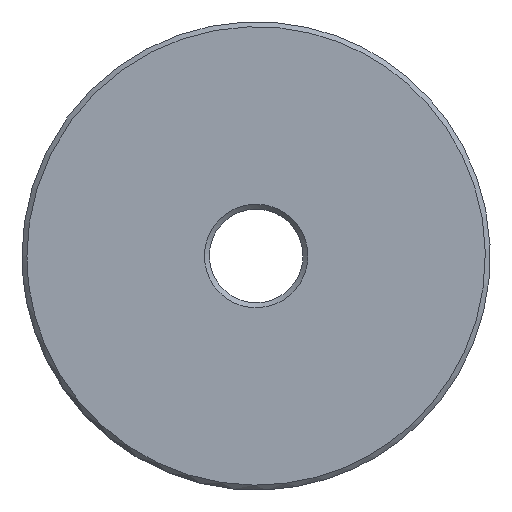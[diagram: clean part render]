
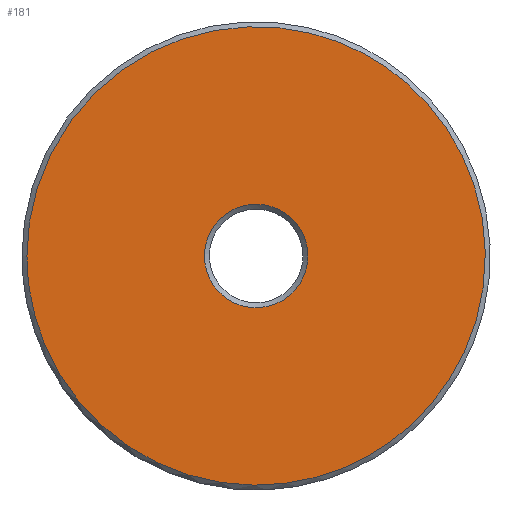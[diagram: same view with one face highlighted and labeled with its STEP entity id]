
A CAD part, front view. The second image highlights one B-rep face of the part: STEP entity #181.
In plain terms, the highlighted free-form (B-spline) face has degree [1, 1] with [2, 2] control points.
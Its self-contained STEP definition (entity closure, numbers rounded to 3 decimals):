
#181 = ADVANCED_FACE('',(#182,#196),#210,.F.);
#182 = FACE_BOUND('',#183,.T.);
#183 = EDGE_LOOP('',(#184));
#184 = ORIENTED_EDGE('',*,*,#185,.F.);
#185 = EDGE_CURVE('',#186,#186,#188,.T.);
#186 = VERTEX_POINT('',#187);
#187 = CARTESIAN_POINT('',(-47.623,0.,
    0.));
#188 = ( BOUNDED_CURVE() B_SPLINE_CURVE(2,(#189,#190,#191,#192,#193,#194
,#195),.UNSPECIFIED.,.T.,.F.) B_SPLINE_CURVE_WITH_KNOTS((1,2,2,2,2,1),(
    -2.094,0.,2.094,4.189,6.283,
8.378),.UNSPECIFIED.) CURVE() GEOMETRIC_REPRESENTATION_ITEM() 
RATIONAL_B_SPLINE_CURVE((1.,0.5,1.,0.5,1.,0.5,1.)) REPRESENTATION_ITEM(
  '') );
#189 = CARTESIAN_POINT('',(-47.623,0.,
    0.));
#190 = CARTESIAN_POINT('',(-47.623,0.,
    82.486));
#191 = CARTESIAN_POINT('',(23.812,0.,
    41.243));
#192 = CARTESIAN_POINT('',(95.247,0.,
    0.));
#193 = CARTESIAN_POINT('',(23.812,0.,
    -41.243));
#194 = CARTESIAN_POINT('',(-47.623,0.,
    -82.486));
#195 = CARTESIAN_POINT('',(-47.623,0.,
    0.));
#196 = FACE_BOUND('',#197,.T.);
#197 = EDGE_LOOP('',(#198));
#198 = ORIENTED_EDGE('',*,*,#199,.F.);
#199 = EDGE_CURVE('',#200,#200,#202,.T.);
#200 = VERTEX_POINT('',#201);
#201 = CARTESIAN_POINT('',(10.754,0.,
    0.));
#202 = ( BOUNDED_CURVE() B_SPLINE_CURVE(2,(#203,#204,#205,#206,#207,#208
,#209),.UNSPECIFIED.,.T.,.F.) B_SPLINE_CURVE_WITH_KNOTS((1,2,2,2,2,1),(
    -2.094,0.,2.094,4.189,6.283,
8.378),.UNSPECIFIED.) CURVE() GEOMETRIC_REPRESENTATION_ITEM() 
RATIONAL_B_SPLINE_CURVE((1.,0.5,1.,0.5,1.,0.5,1.)) REPRESENTATION_ITEM(
  '') );
#203 = CARTESIAN_POINT('',(10.754,0.,
    0.));
#204 = CARTESIAN_POINT('',(10.754,0.,
    18.626));
#205 = CARTESIAN_POINT('',(-5.377,0.,
    9.313));
#206 = CARTESIAN_POINT('',(-21.507,0.,
    0.));
#207 = CARTESIAN_POINT('',(-5.377,0.,
    -9.313));
#208 = CARTESIAN_POINT('',(10.754,0.,
    -18.626));
#209 = CARTESIAN_POINT('',(10.754,0.,
    0.));
#210 = B_SPLINE_SURFACE_WITH_KNOTS('',1,1,(
    (#211,#212)
    ,(#213,#214
    )),.UNSPECIFIED.,.F.,.F.,.F.,(2,2),(2,2),(-46.5,46.5),(-46.5,46.5),
  .PIECEWISE_BEZIER_KNOTS.);
#211 = CARTESIAN_POINT('',(47.623,0.,
    -47.623));
#212 = CARTESIAN_POINT('',(47.623,0.,
    47.623));
#213 = CARTESIAN_POINT('',(-47.623,0.,
    -47.623));
#214 = CARTESIAN_POINT('',(-47.623,0.,
    47.623));
